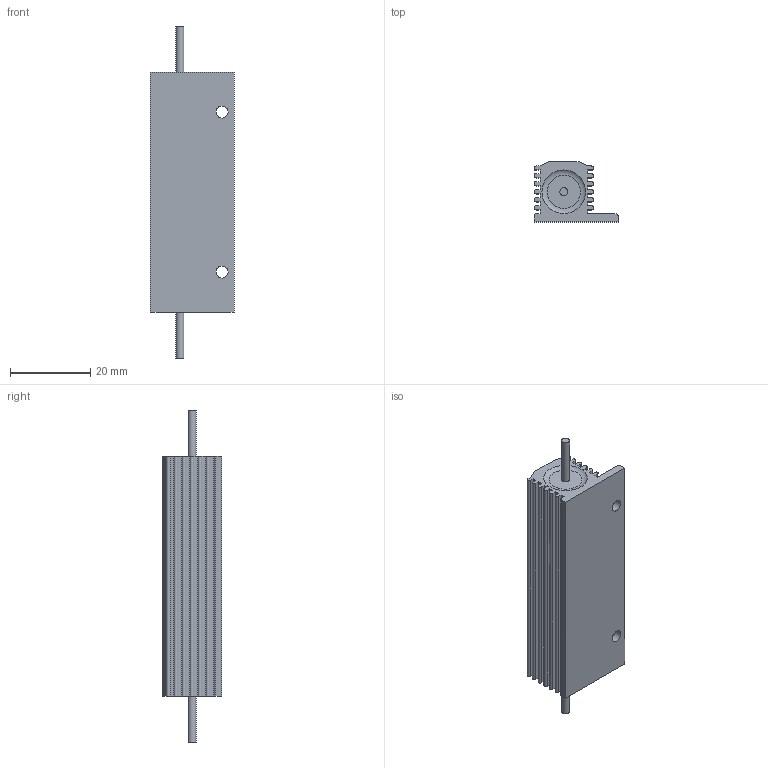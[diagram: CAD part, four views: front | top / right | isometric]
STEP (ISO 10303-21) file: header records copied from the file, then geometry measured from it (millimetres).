
FILE_DESCRIPTION(/* description */ (''),/* implementation_level */ '2;1');
FILE_NAME(/* name */ 'Resistor 100W.stp',/* time_stamp */ '2017-10-17T16:41:19-04:00',/* author */ ('QC'),/* organization */ (''),/* preprocessor_version */ 'ST-DEVELOPER v16.5',/* originating_system */ 'Autodesk Inventor 2017',/* authorisation */ '');
FILE_SCHEMA (('AUTOMOTIVE_DESIGN { 1 0 10303 214 3 1 1 }'));
Length unit declared in the file: millimetre
Products named in the file (1): Resistor 100W
Bounding box: 21 x 14.9 x 83 mm (x, y, z)
Volume: 12565.5 mm3; surface area: 6627.9 mm2
Topology: 1 solids, 1 shells, 70 faces, 196 edges, 132 vertices
Faces by surface type: plane 50, cylinder 18, torus 2
Full cylindrical faces by diameter (mm): 2 x2, 3 x2
Entity records: 2246 total; most frequent: CARTESIAN_POINT 385, ORIENTED_EDGE 372, DIRECTION 368, EDGE_CURVE 186, LINE 146, VECTOR 146, VERTEX_POINT 128, AXIS2_PLACEMENT_3D 111
